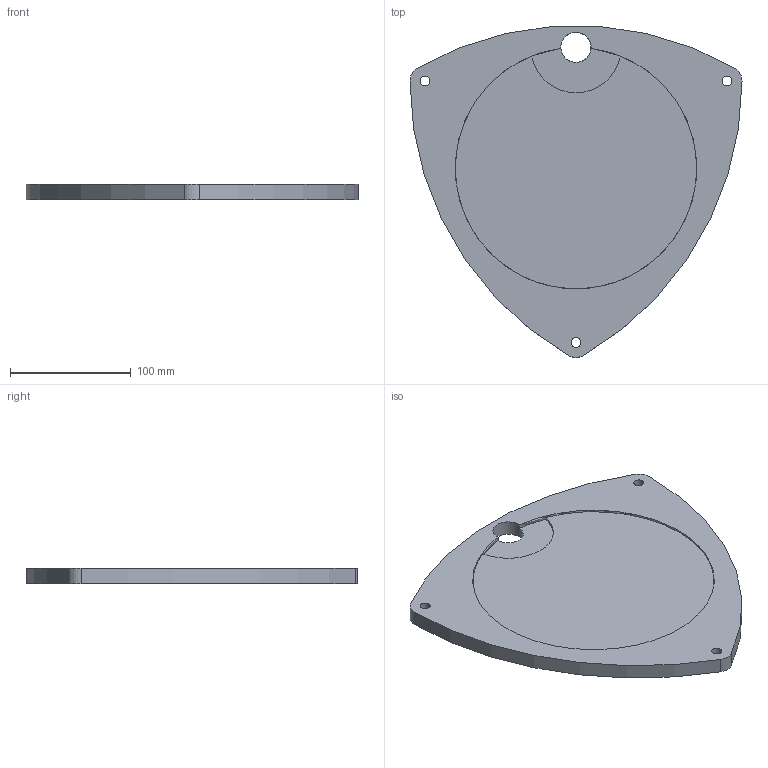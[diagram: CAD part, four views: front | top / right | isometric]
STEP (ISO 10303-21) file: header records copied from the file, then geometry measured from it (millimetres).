
FILE_DESCRIPTION((''),'2;1');
FILE_NAME('_TOP PLATE.ipt.step','2013-11-27T00:14:09',(''),(''),'Autodesk Inventor 2013','Autodesk Inventor 2013','');
FILE_SCHEMA(('AUTOMOTIVE_DESIGN { 1 0 10303 214 1 1 1 1 }'));
Length unit declared in the file: millimetre
Products named in the file (1): _TOP PLATE
Bounding box: 275 x 274.27 x 12.5 mm (x, y, z)
Volume: 620988.4 mm3; surface area: 121239 mm2
Topology: 1 solids, 1 shells, 16 faces, 42 edges, 28 vertices
Faces by surface type: cylinder 12, plane 4
Full cylindrical faces by diameter (mm): 8.1 x3, 25 x1
Entity records: 526 total; most frequent: DIRECTION 98, CARTESIAN_POINT 81, ORIENTED_EDGE 74, AXIS2_PLACEMENT_3D 44, EDGE_CURVE 37, EDGE_LOOP 28, VERTEX_POINT 27, CIRCLE 27
